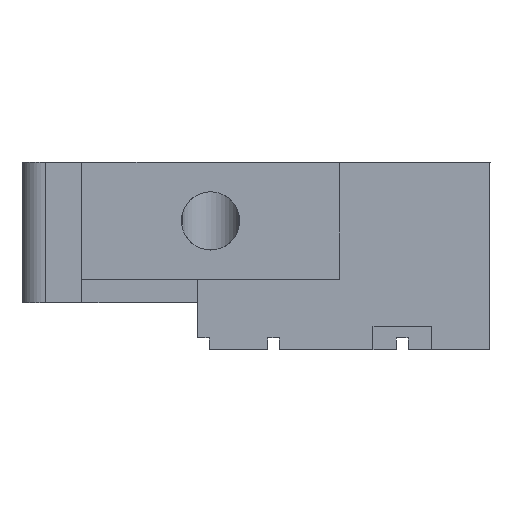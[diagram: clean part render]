
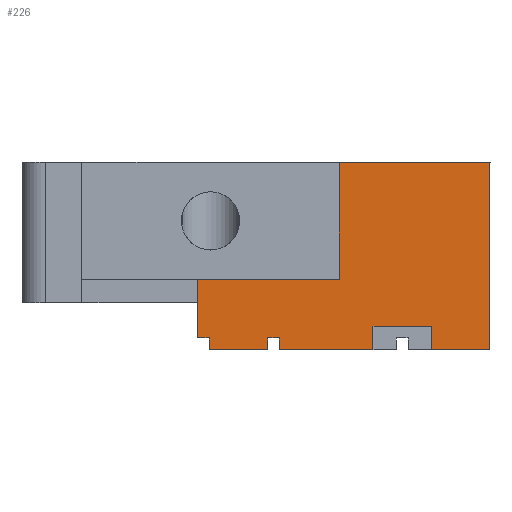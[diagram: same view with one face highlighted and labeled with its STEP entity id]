
A CAD part, left-side view. The second image highlights one B-rep face of the part: STEP entity #226.
In plain terms, the highlighted planar face has unit normal (-1, 0, 0).
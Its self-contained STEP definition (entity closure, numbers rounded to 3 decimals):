
#226 = ADVANCED_FACE( '', ( #588 ), #589, .T. );
#588 = FACE_OUTER_BOUND( '', #1120, .T. );
#589 = PLANE( '', #1121 );
#1120 = EDGE_LOOP( '', ( #1761, #1762, #1763, #1764, #1765, #1766, #1767, #1768, #1769, #1770, #1771, #1772, #1773, #1774, #1775, #1776, #1777 ) );
#1121 = AXIS2_PLACEMENT_3D( '', #1778, #1779, #1780 );
#1761 = ORIENTED_EDGE( '', *, *, #3288, .T. );
#1762 = ORIENTED_EDGE( '', *, *, #3289, .F. );
#1763 = ORIENTED_EDGE( '', *, *, #3290, .T. );
#1764 = ORIENTED_EDGE( '', *, *, #3291, .F. );
#1765 = ORIENTED_EDGE( '', *, *, #3292, .T. );
#1766 = ORIENTED_EDGE( '', *, *, #3293, .F. );
#1767 = ORIENTED_EDGE( '', *, *, #3294, .F. );
#1768 = ORIENTED_EDGE( '', *, *, #3295, .T. );
#1769 = ORIENTED_EDGE( '', *, *, #3271, .F. );
#1770 = ORIENTED_EDGE( '', *, *, #3296, .T. );
#1771 = ORIENTED_EDGE( '', *, *, #3266, .F. );
#1772 = ORIENTED_EDGE( '', *, *, #3297, .F. );
#1773 = ORIENTED_EDGE( '', *, *, #3213, .F. );
#1774 = ORIENTED_EDGE( '', *, *, #3276, .T. );
#1775 = ORIENTED_EDGE( '', *, *, #3298, .F. );
#1776 = ORIENTED_EDGE( '', *, *, #3299, .T. );
#1777 = ORIENTED_EDGE( '', *, *, #3216, .T. );
#1778 = CARTESIAN_POINT( '', ( 10.17, 3., 0. ) );
#1779 = DIRECTION( '', ( -1., 0., 0. ) );
#1780 = DIRECTION( '', ( 0., -1., 0. ) );
#3213 = EDGE_CURVE( '', #3877, #3879, #3880, .T. );
#3216 = EDGE_CURVE( '', #3883, #3884, #3885, .T. );
#3266 = EDGE_CURVE( '', #3972, #3974, #3975, .T. );
#3271 = EDGE_CURVE( '', #3981, #3983, #3984, .T. );
#3276 = EDGE_CURVE( '', #3877, #3989, #3991, .T. );
#3288 = EDGE_CURVE( '', #3884, #4011, #4012, .T. );
#3289 = EDGE_CURVE( '', #4013, #4011, #4014, .T. );
#3290 = EDGE_CURVE( '', #4013, #4015, #4016, .T. );
#3291 = EDGE_CURVE( '', #4017, #4015, #4018, .T. );
#3292 = EDGE_CURVE( '', #4017, #4019, #4020, .T. );
#3293 = EDGE_CURVE( '', #4021, #4019, #4022, .T. );
#3294 = EDGE_CURVE( '', #4023, #4021, #4024, .T. );
#3295 = EDGE_CURVE( '', #4023, #3983, #4025, .T. );
#3296 = EDGE_CURVE( '', #3981, #3974, #4026, .T. );
#3297 = EDGE_CURVE( '', #3879, #3972, #4027, .T. );
#3298 = EDGE_CURVE( '', #4028, #3989, #4029, .T. );
#3299 = EDGE_CURVE( '', #4028, #3883, #4030, .T. );
#3877 = VERTEX_POINT( '', #4860 );
#3879 = VERTEX_POINT( '', #4863 );
#3880 = LINE( '', #4864, #4865 );
#3883 = VERTEX_POINT( '', #4869 );
#3884 = VERTEX_POINT( '', #4870 );
#3885 = LINE( '', #4871, #4872 );
#3972 = VERTEX_POINT( '', #4998 );
#3974 = VERTEX_POINT( '', #5001 );
#3975 = LINE( '', #5002, #5003 );
#3981 = VERTEX_POINT( '', #5011 );
#3983 = VERTEX_POINT( '', #5014 );
#3984 = LINE( '', #5015, #5016 );
#3989 = VERTEX_POINT( '', #5023 );
#3991 = LINE( '', #5026, #5027 );
#4011 = VERTEX_POINT( '', #5055 );
#4012 = LINE( '', #5056, #5057 );
#4013 = VERTEX_POINT( '', #5058 );
#4014 = LINE( '', #5059, #5060 );
#4015 = VERTEX_POINT( '', #5061 );
#4016 = LINE( '', #5062, #5063 );
#4017 = VERTEX_POINT( '', #5064 );
#4018 = LINE( '', #5065, #5066 );
#4019 = VERTEX_POINT( '', #5067 );
#4020 = LINE( '', #5068, #5069 );
#4021 = VERTEX_POINT( '', #5070 );
#4022 = LINE( '', #5071, #5072 );
#4023 = VERTEX_POINT( '', #5073 );
#4024 = LINE( '', #5074, #5075 );
#4025 = LINE( '', #5076, #5077 );
#4026 = LINE( '', #5078, #5079 );
#4027 = LINE( '', #5080, #5081 );
#4028 = VERTEX_POINT( '', #5082 );
#4029 = LINE( '', #5083, #5084 );
#4030 = LINE( '', #5085, #5086 );
#4860 = CARTESIAN_POINT( '', ( 10.17, -7., -3. ) );
#4863 = CARTESIAN_POINT( '', ( 10.17, -6., -3. ) );
#4864 = CARTESIAN_POINT( '', ( 10.17, -7., -3. ) );
#4865 = VECTOR( '', #6252, 1000. );
#4869 = CARTESIAN_POINT( '', ( 10.17, -15., -2. ) );
#4870 = CARTESIAN_POINT( '', ( 10.17, -20., -2. ) );
#4871 = CARTESIAN_POINT( '', ( 10.17, -8.5, -2. ) );
#4872 = VECTOR( '', #6254, 1000. );
#4998 = CARTESIAN_POINT( '', ( 10.17, -6., -4. ) );
#5001 = CARTESIAN_POINT( '', ( 10.17, -1., -4. ) );
#5002 = CARTESIAN_POINT( '', ( 10.17, -6., -4. ) );
#5003 = VECTOR( '', #6295, 1000. );
#5011 = CARTESIAN_POINT( '', ( 10.17, -1., -3. ) );
#5014 = CARTESIAN_POINT( '', ( 10.17, 0., -3. ) );
#5015 = CARTESIAN_POINT( '', ( 10.17, -1., -3. ) );
#5016 = VECTOR( '', #6299, 1000. );
#5023 = CARTESIAN_POINT( '', ( 10.17, -7., -4. ) );
#5026 = CARTESIAN_POINT( '', ( 10.17, -7., 0. ) );
#5027 = VECTOR( '', #6303, 1000. );
#5055 = CARTESIAN_POINT( '', ( 10.17, -20., -4. ) );
#5056 = CARTESIAN_POINT( '', ( 10.17, -20., -2. ) );
#5057 = VECTOR( '', #6312, 1000. );
#5058 = CARTESIAN_POINT( '', ( 10.17, -25., -4. ) );
#5059 = CARTESIAN_POINT( '', ( 10.17, -25., -4. ) );
#5060 = VECTOR( '', #6313, 1000. );
#5061 = CARTESIAN_POINT( '', ( 10.17, -25., 12. ) );
#5062 = CARTESIAN_POINT( '', ( 10.17, -25., 0. ) );
#5063 = VECTOR( '', #6314, 1000. );
#5064 = CARTESIAN_POINT( '', ( 10.17, -12.121, 12. ) );
#5065 = CARTESIAN_POINT( '', ( 10.17, -25., 12. ) );
#5066 = VECTOR( '', #6315, 1000. );
#5067 = CARTESIAN_POINT( '', ( 10.17, -12.121, 2. ) );
#5068 = CARTESIAN_POINT( '', ( 10.17, -12.121, 12. ) );
#5069 = VECTOR( '', #6316, 1000. );
#5070 = CARTESIAN_POINT( '', ( 10.17, 0., 2. ) );
#5071 = CARTESIAN_POINT( '', ( 10.17, 3., 2. ) );
#5072 = VECTOR( '', #6317, 1000. );
#5073 = CARTESIAN_POINT( '', ( 10.17, 0., 0. ) );
#5074 = CARTESIAN_POINT( '', ( 10.17, 0., 0. ) );
#5075 = VECTOR( '', #6318, 1000. );
#5076 = CARTESIAN_POINT( '', ( 10.17, 0., 0. ) );
#5077 = VECTOR( '', #6319, 1000. );
#5078 = CARTESIAN_POINT( '', ( 10.17, -1., 0. ) );
#5079 = VECTOR( '', #6320, 1000. );
#5080 = CARTESIAN_POINT( '', ( 10.17, -6., 0. ) );
#5081 = VECTOR( '', #6321, 1000. );
#5082 = CARTESIAN_POINT( '', ( 10.17, -15., -4. ) );
#5083 = CARTESIAN_POINT( '', ( 10.17, -17., -4. ) );
#5084 = VECTOR( '', #6322, 1000. );
#5085 = CARTESIAN_POINT( '', ( 10.17, -15., -1. ) );
#5086 = VECTOR( '', #6323, 1000. );
#6252 = DIRECTION( '', ( 0., 1., 0. ) );
#6254 = DIRECTION( '', ( 0., -1., 0. ) );
#6295 = DIRECTION( '', ( 0., 1., 0. ) );
#6299 = DIRECTION( '', ( 0., 1., 0. ) );
#6303 = DIRECTION( '', ( 0., 0., -1. ) );
#6312 = DIRECTION( '', ( 0., 0., -1. ) );
#6313 = DIRECTION( '', ( 0., 1., 0. ) );
#6314 = DIRECTION( '', ( 0., 0., 1. ) );
#6315 = DIRECTION( '', ( 0., -1., 0. ) );
#6316 = DIRECTION( '', ( 0., 0., -1. ) );
#6317 = DIRECTION( '', ( 0., -1., 0. ) );
#6318 = DIRECTION( '', ( 0., 0., 1. ) );
#6319 = DIRECTION( '', ( 0., 0., -1. ) );
#6320 = DIRECTION( '', ( 0., 0., -1. ) );
#6321 = DIRECTION( '', ( 0., 0., -1. ) );
#6322 = DIRECTION( '', ( 0., 1., 0. ) );
#6323 = DIRECTION( '', ( 0., 0., 1. ) );
